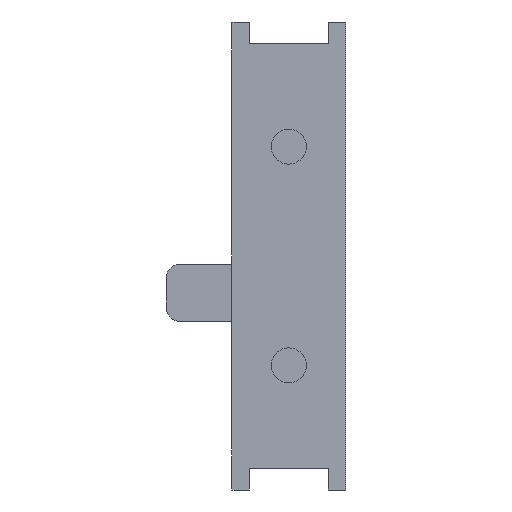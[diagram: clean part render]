
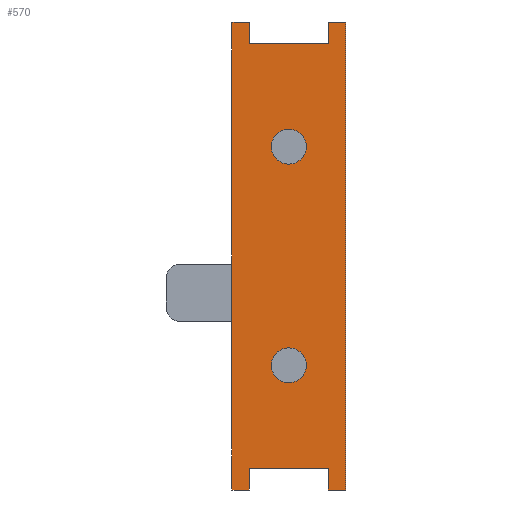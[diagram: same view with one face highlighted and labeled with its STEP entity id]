
A CAD part, front view. The second image highlights one B-rep face of the part: STEP entity #570.
In plain terms, the highlighted planar face has unit normal (0, -1, 0).
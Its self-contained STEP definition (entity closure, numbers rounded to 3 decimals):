
#17=FACE_BOUND('',#101,.T.);
#18=FACE_BOUND('',#102,.T.);
#38=PLANE('',#625);
#68=FACE_OUTER_BOUND('',#100,.T.);
#100=EDGE_LOOP('',(#491,#492,#493,#494,#495,#496,#497,#498,#499,#500,#501,
#502));
#101=EDGE_LOOP('',(#503));
#102=EDGE_LOOP('',(#504));
#118=LINE('',#821,#184);
#126=LINE('',#846,#192);
#129=LINE('',#852,#195);
#133=LINE('',#861,#199);
#137=LINE('',#869,#203);
#142=LINE('',#880,#208);
#146=LINE('',#887,#212);
#149=LINE('',#894,#215);
#153=LINE('',#902,#219);
#159=LINE('',#912,#225);
#161=LINE('',#915,#227);
#162=LINE('',#917,#228);
#184=VECTOR('',#661,10.);
#192=VECTOR('',#689,10.);
#195=VECTOR('',#694,10.);
#199=VECTOR('',#702,10.);
#203=VECTOR('',#708,10.);
#208=VECTOR('',#717,10.);
#212=VECTOR('',#723,10.);
#215=VECTOR('',#730,10.);
#219=VECTOR('',#736,10.);
#225=VECTOR('',#746,10.);
#227=VECTOR('',#750,10.);
#228=VECTOR('',#753,10.);
#248=CIRCLE('',#604,0.4);
#250=CIRCLE('',#608,0.4);
#265=VERTEX_POINT('',#818);
#266=VERTEX_POINT('',#820);
#270=VERTEX_POINT('',#833);
#272=VERTEX_POINT('',#840);
#273=VERTEX_POINT('',#845);
#275=VERTEX_POINT('',#851);
#277=VERTEX_POINT('',#859);
#278=VERTEX_POINT('',#860);
#281=VERTEX_POINT('',#868);
#284=VERTEX_POINT('',#878);
#285=VERTEX_POINT('',#879);
#288=VERTEX_POINT('',#892);
#289=VERTEX_POINT('',#893);
#292=VERTEX_POINT('',#901);
#318=EDGE_CURVE('',#265,#266,#118,.T.);
#326=EDGE_CURVE('',#270,#270,#248,.T.);
#329=EDGE_CURVE('',#272,#272,#250,.T.);
#330=EDGE_CURVE('',#265,#273,#126,.T.);
#333=EDGE_CURVE('',#273,#275,#129,.T.);
#337=EDGE_CURVE('',#277,#278,#133,.T.);
#341=EDGE_CURVE('',#278,#281,#137,.T.);
#346=EDGE_CURVE('',#284,#285,#142,.T.);
#350=EDGE_CURVE('',#266,#284,#146,.T.);
#353=EDGE_CURVE('',#288,#289,#149,.T.);
#357=EDGE_CURVE('',#292,#288,#153,.T.);
#363=EDGE_CURVE('',#277,#292,#159,.T.);
#365=EDGE_CURVE('',#285,#281,#161,.T.);
#366=EDGE_CURVE('',#289,#275,#162,.T.);
#491=ORIENTED_EDGE('',*,*,#365,.F.);
#492=ORIENTED_EDGE('',*,*,#346,.F.);
#493=ORIENTED_EDGE('',*,*,#350,.F.);
#494=ORIENTED_EDGE('',*,*,#318,.F.);
#495=ORIENTED_EDGE('',*,*,#330,.T.);
#496=ORIENTED_EDGE('',*,*,#333,.T.);
#497=ORIENTED_EDGE('',*,*,#366,.F.);
#498=ORIENTED_EDGE('',*,*,#353,.F.);
#499=ORIENTED_EDGE('',*,*,#357,.F.);
#500=ORIENTED_EDGE('',*,*,#363,.F.);
#501=ORIENTED_EDGE('',*,*,#337,.T.);
#502=ORIENTED_EDGE('',*,*,#341,.T.);
#503=ORIENTED_EDGE('',*,*,#326,.T.);
#504=ORIENTED_EDGE('',*,*,#329,.T.);
#570=ADVANCED_FACE('',(#68,#17,#18),#38,.F.);
#604=AXIS2_PLACEMENT_3D('',#835,#674,#675);
#608=AXIS2_PLACEMENT_3D('',#842,#683,#684);
#625=AXIS2_PLACEMENT_3D('',#918,#754,#755);
#661=DIRECTION('',(1.,0.,0.));
#674=DIRECTION('center_axis',(0.,1.,0.));
#675=DIRECTION('ref_axis',(1.,0.,0.));
#683=DIRECTION('center_axis',(0.,1.,0.));
#684=DIRECTION('ref_axis',(1.,0.,0.));
#689=DIRECTION('',(0.,0.,1.));
#694=DIRECTION('',(-1.,0.,0.));
#702=DIRECTION('',(0.,0.,-1.));
#708=DIRECTION('',(1.,0.,0.));
#717=DIRECTION('',(1.,0.,0.));
#723=DIRECTION('',(0.,0.,1.));
#730=DIRECTION('',(-1.,0.,0.));
#736=DIRECTION('',(0.,0.,-1.));
#746=DIRECTION('',(-1.,0.,0.));
#750=DIRECTION('',(0.,0.,-1.));
#753=DIRECTION('',(0.,0.,1.));
#754=DIRECTION('center_axis',(0.,1.,0.));
#755=DIRECTION('ref_axis',(1.,0.,0.));
#818=CARTESIAN_POINT('',(0.4,0.,9.7));
#820=CARTESIAN_POINT('',(2.2,0.,9.7));
#821=CARTESIAN_POINT('',(0.,0.,9.7));
#833=CARTESIAN_POINT('',(0.9,0.,2.35));
#835=CARTESIAN_POINT('Origin',(1.3,0.,2.35));
#840=CARTESIAN_POINT('',(0.9,0.,7.35));
#842=CARTESIAN_POINT('Origin',(1.3,0.,7.35));
#845=CARTESIAN_POINT('',(0.4,0.,10.2));
#846=CARTESIAN_POINT('',(0.4,0.,9.7));
#851=CARTESIAN_POINT('',(0.,0.,10.2));
#852=CARTESIAN_POINT('',(0.4,0.,10.2));
#859=CARTESIAN_POINT('',(2.2,0.,0.));
#860=CARTESIAN_POINT('',(2.2,0.,-0.5));
#861=CARTESIAN_POINT('',(2.2,0.,0.));
#868=CARTESIAN_POINT('',(2.6,0.,-0.5));
#869=CARTESIAN_POINT('',(2.2,0.,-0.5));
#878=CARTESIAN_POINT('',(2.2,0.,10.2));
#879=CARTESIAN_POINT('',(2.6,0.,10.2));
#880=CARTESIAN_POINT('',(2.2,0.,10.2));
#887=CARTESIAN_POINT('',(2.2,0.,9.7));
#892=CARTESIAN_POINT('',(0.4,0.,-0.5));
#893=CARTESIAN_POINT('',(0.,0.,-0.5));
#894=CARTESIAN_POINT('',(0.4,0.,-0.5));
#901=CARTESIAN_POINT('',(0.4,0.,0.));
#902=CARTESIAN_POINT('',(0.4,0.,0.));
#912=CARTESIAN_POINT('',(2.6,0.,0.));
#915=CARTESIAN_POINT('',(2.6,0.,10.2));
#917=CARTESIAN_POINT('',(0.,0.,-0.5));
#918=CARTESIAN_POINT('Origin',(1.3,0.,4.85));
